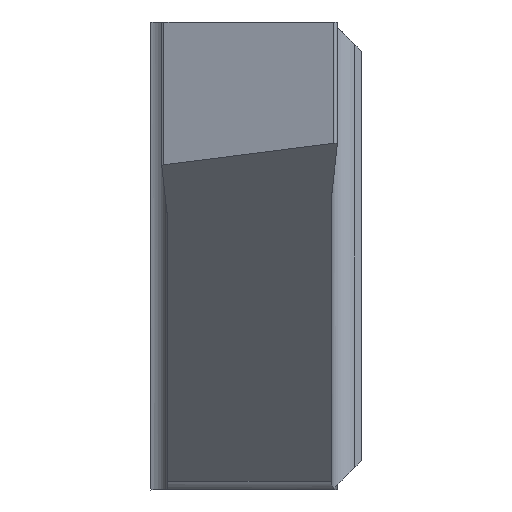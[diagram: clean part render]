
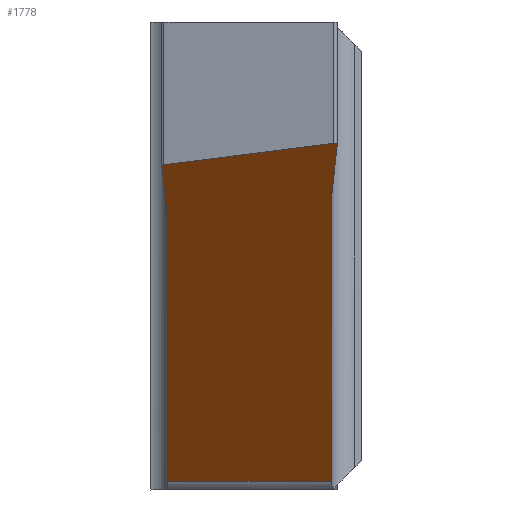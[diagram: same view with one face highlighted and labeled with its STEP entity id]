
A CAD part, front view. The second image highlights one B-rep face of the part: STEP entity #1778.
In plain terms, the highlighted planar face has unit normal (0, -0.427, -0.904).
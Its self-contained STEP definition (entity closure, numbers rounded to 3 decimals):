
#1501=CARTESIAN_POINT('',(0.288,2.697,-3.347));
#1502=VERTEX_POINT('',#1501);
#1513=CARTESIAN_POINT('',(0.288,12.223,-7.85));
#1514=DIRECTION('',(0.,-0.904,0.427));
#1515=VECTOR('',#1514,10.536);
#1516=LINE('',#1513,#1515);
#1517=CARTESIAN_POINT('',(0.288,12.223,-7.85));
#1518=VERTEX_POINT('',#1517);
#1519=EDGE_CURVE('',#1518,#1502,#1516,.T.);
#1595=CARTESIAN_POINT('',(3.09,12.223,-7.85));
#1596=VERTEX_POINT('',#1595);
#1632=CARTESIAN_POINT('',(0.288,12.223,-7.85));
#1633=DIRECTION('',(1.,0.,0.));
#1634=VECTOR('',#1633,2.802);
#1635=LINE('',#1632,#1634);
#1636=EDGE_CURVE('',#1518,#1596,#1635,.T.);
#1657=CARTESIAN_POINT('',(1.195,5.638,-4.737));
#1658=DIRECTION('',(0.,0.427,0.904));
#1659=DIRECTION('',(0.,-0.386,0.183));
#1660=AXIS2_PLACEMENT_3D('',#1657,#1658,#1659);
#1661=PLANE('',#1660);
#1662=ORIENTED_EDGE('Edge 1204',*,*,#1519,.F.);
#1671=CARTESIAN_POINT('',(0.288,2.697,-3.347));
#1672=DIRECTION('',(-0.047,-0.903,0.427));
#1673=VECTOR('',#1672,2.068);
#1674=LINE('',#1671,#1673);
#1675=CARTESIAN_POINT('',(0.19,0.83,-2.464));
#1676=VERTEX_POINT('',#1675);
#1677=EDGE_CURVE('',#1502,#1676,#1674,.T.);
#1678=ORIENTED_EDGE('Edge 218',*,*,#1677,.F.);
#1687=CARTESIAN_POINT('',(0.19,0.83,-2.464));
#1688=CARTESIAN_POINT('',(0.189,0.805,-2.453));
#1689=CARTESIAN_POINT('',(0.203,0.785,-2.443));
#1690=CARTESIAN_POINT('',(0.227,0.779,-2.44));
#1691=(BOUNDED_CURVE()B_SPLINE_CURVE(3,(#1687,#1688,#1689,#1690),.UNSPECIFIED.,.F.,.F.)B_SPLINE_CURVE_WITH_KNOTS((4,4),(0.,1.),.UNSPECIFIED.)CURVE()GEOMETRIC_REPRESENTATION_ITEM()RATIONAL_B_SPLINE_CURVE((1.,0.851,0.851,1.))REPRESENTATION_ITEM('')
);
#1692=CARTESIAN_POINT('',(0.227,0.779,-2.44));
#1693=VERTEX_POINT('',#1692);
#1694=EDGE_CURVE('',#1676,#1693,#1691,.T.);
#1695=ORIENTED_EDGE('Edge 223',*,*,#1694,.F.);
#1704=CARTESIAN_POINT('',(0.227,0.779,-2.44));
#1705=DIRECTION('',(0.959,-0.257,0.121));
#1706=VECTOR('',#1705,3.025);
#1707=LINE('',#1704,#1706);
#1708=CARTESIAN_POINT('',(3.127,0.002,-2.073));
#1709=VERTEX_POINT('',#1708);
#1710=EDGE_CURVE('',#1693,#1709,#1707,.T.);
#1711=ORIENTED_EDGE('Edge 228',*,*,#1710,.F.);
#1720=CARTESIAN_POINT('',(3.127,0.002,-2.073));
#1721=CARTESIAN_POINT('',(3.163,-0.008,-2.068));
#1722=CARTESIAN_POINT('',(3.192,0.015,-2.08));
#1723=CARTESIAN_POINT('',(3.19,0.053,-2.097));
#1724=(BOUNDED_CURVE()B_SPLINE_CURVE(3,(#1720,#1721,#1722,#1723),.UNSPECIFIED.,.F.,.F.)B_SPLINE_CURVE_WITH_KNOTS((4,4),(0.,1.),.UNSPECIFIED.)CURVE()GEOMETRIC_REPRESENTATION_ITEM()RATIONAL_B_SPLINE_CURVE((1.,0.725,0.725,1.))REPRESENTATION_ITEM('')
);
#1725=CARTESIAN_POINT('',(3.19,0.053,-2.097));
#1726=VERTEX_POINT('',#1725);
#1727=EDGE_CURVE('',#1709,#1726,#1724,.T.);
#1728=ORIENTED_EDGE('Edge 233',*,*,#1727,.F.);
#1737=CARTESIAN_POINT('',(3.19,0.053,-2.097));
#1738=DIRECTION('',(-0.047,0.903,-0.427));
#1739=VECTOR('',#1738,2.111);
#1740=LINE('',#1737,#1739);
#1741=CARTESIAN_POINT('',(3.09,1.959,-2.998));
#1742=VERTEX_POINT('',#1741);
#1743=EDGE_CURVE('',#1726,#1742,#1740,.T.);
#1744=ORIENTED_EDGE('Edge 238',*,*,#1743,.F.);
#1753=CARTESIAN_POINT('',(3.09,1.959,-2.998));
#1754=DIRECTION('',(0.,0.904,-0.427));
#1755=VECTOR('',#1754,11.353);
#1756=LINE('',#1753,#1755);
#1757=EDGE_CURVE('',#1742,#1596,#1756,.T.);
#1758=ORIENTED_EDGE('Edge 1164',*,*,#1757,.F.);
#1767=ORIENTED_EDGE('Edge 248',*,*,#1636,.T.);
#1776=EDGE_LOOP('',(#1767,#1758,#1744,#1728,#1711,#1695,#1678,#1662));
#1777=FACE_OUTER_BOUND('Loop 249',#1776,.T.);
#1778=ADVANCED_FACE('Face 250',(#1777),#1661,.F.);
